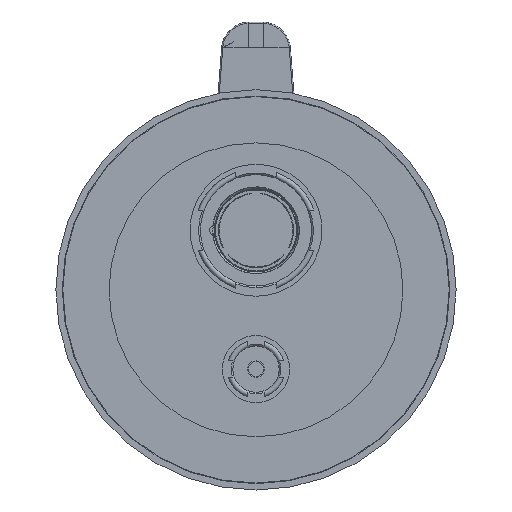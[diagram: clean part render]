
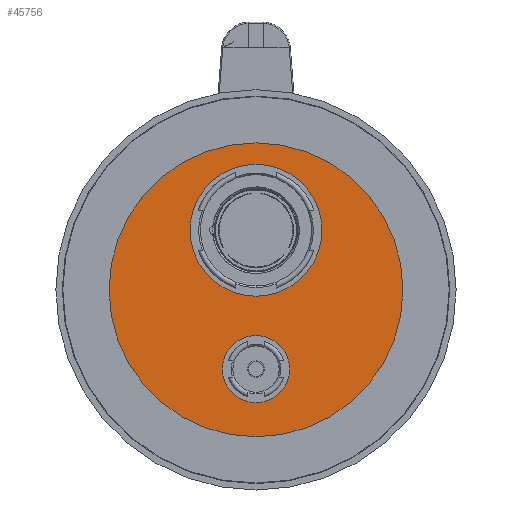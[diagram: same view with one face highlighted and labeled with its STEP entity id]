
A CAD part, front view. The second image highlights one B-rep face of the part: STEP entity #45756.
In plain terms, the highlighted planar face has unit normal (0, -1, 0).
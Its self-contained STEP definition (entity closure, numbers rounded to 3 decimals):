
#44635=CARTESIAN_POINT('',(0.,64.5,-0.25));
#44636=DIRECTION('',(0.,1.,0.));
#44637=DIRECTION('',(-1.,0.,0.));
#44638=AXIS2_PLACEMENT_3D('',#44635,#44636,#44637);
#44640=CARTESIAN_POINT('',(0.,64.5,-0.25));
#44641=DIRECTION('',(0.,1.,0.));
#44642=DIRECTION('',(1.,0.,0.));
#44643=AXIS2_PLACEMENT_3D('',#44640,#44641,#44642);
#44645=CARTESIAN_POINT('',(0.,64.5,25.5));
#44646=DIRECTION('',(0.,-1.,0.));
#44647=DIRECTION('',(-1.,0.,0.));
#44648=AXIS2_PLACEMENT_3D('',#44645,#44646,#44647);
#44650=CARTESIAN_POINT('',(0.,64.5,25.5));
#44651=DIRECTION('',(0.,-1.,0.));
#44652=DIRECTION('',(1.,0.,0.));
#44653=AXIS2_PLACEMENT_3D('',#44650,#44651,#44652);
#44655=CARTESIAN_POINT('',(0.,64.5,-34.5));
#44656=DIRECTION('',(0.,-1.,0.));
#44657=DIRECTION('',(-1.,0.,0.));
#44658=AXIS2_PLACEMENT_3D('',#44655,#44656,#44657);
#44660=CARTESIAN_POINT('',(0.,64.5,-34.5));
#44661=DIRECTION('',(0.,-1.,0.));
#44662=DIRECTION('',(1.,0.,0.));
#44663=AXIS2_PLACEMENT_3D('',#44660,#44661,#44662);
#45126=CARTESIAN_POINT('',(-28.5,64.5,25.5));
#45127=CARTESIAN_POINT('',(28.5,64.5,25.5));
#45128=VERTEX_POINT('',#45126);
#45129=VERTEX_POINT('',#45127);
#45130=CARTESIAN_POINT('',(-14.5,64.5,-34.5));
#45131=CARTESIAN_POINT('',(14.5,64.5,-34.5));
#45132=VERTEX_POINT('',#45130);
#45133=VERTEX_POINT('',#45131);
#45294=CARTESIAN_POINT('',(-63.5,64.5,-0.25));
#45295=CARTESIAN_POINT('',(63.5,64.5,-0.25));
#45296=VERTEX_POINT('',#45294);
#45297=VERTEX_POINT('',#45295);
#45734=CARTESIAN_POINT('',(0.,64.5,-0.25));
#45735=DIRECTION('',(0.,1.,0.));
#45736=DIRECTION('',(1.,0.,0.));
#45737=AXIS2_PLACEMENT_3D('',#45734,#45735,#45736);
#45738=PLANE('',#45737);
#45739=ORIENTED_EDGE('',*,*,#45717,.T.);
#45741=ORIENTED_EDGE('',*,*,#45740,.T.);
#45742=EDGE_LOOP('',(#45739,#45741));
#45743=FACE_OUTER_BOUND('',#45742,.F.);
#45745=ORIENTED_EDGE('',*,*,#45744,.T.);
#45747=ORIENTED_EDGE('',*,*,#45746,.T.);
#45748=EDGE_LOOP('',(#45745,#45747));
#45749=FACE_BOUND('',#45748,.F.);
#45751=ORIENTED_EDGE('',*,*,#45750,.T.);
#45753=ORIENTED_EDGE('',*,*,#45752,.T.);
#45754=EDGE_LOOP('',(#45751,#45753));
#45755=FACE_BOUND('',#45754,.F.);
#45756=ADVANCED_FACE('',(#45743,#45749,#45755),#45738,.F.);
#44639=CIRCLE('',#44638,63.5);
#44644=CIRCLE('',#44643,63.5);
#44649=CIRCLE('',#44648,28.5);
#44654=CIRCLE('',#44653,28.5);
#44659=CIRCLE('',#44658,14.5);
#44664=CIRCLE('',#44663,14.5);
#45717=EDGE_CURVE('',#45296,#45297,#44639,.T.);
#45740=EDGE_CURVE('',#45297,#45296,#44644,.T.);
#45744=EDGE_CURVE('',#45128,#45129,#44649,.T.);
#45746=EDGE_CURVE('',#45129,#45128,#44654,.T.);
#45750=EDGE_CURVE('',#45132,#45133,#44659,.T.);
#45752=EDGE_CURVE('',#45133,#45132,#44664,.T.);
